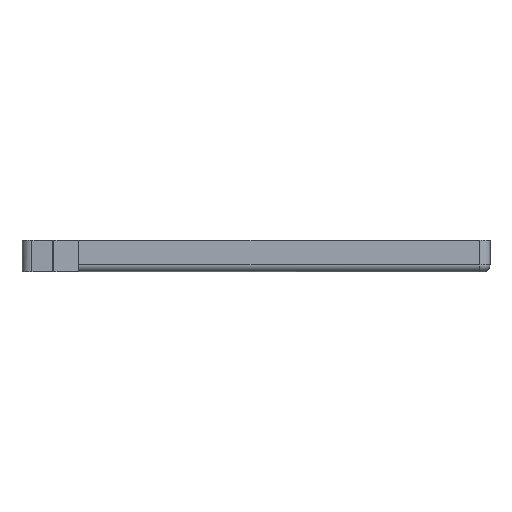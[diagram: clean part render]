
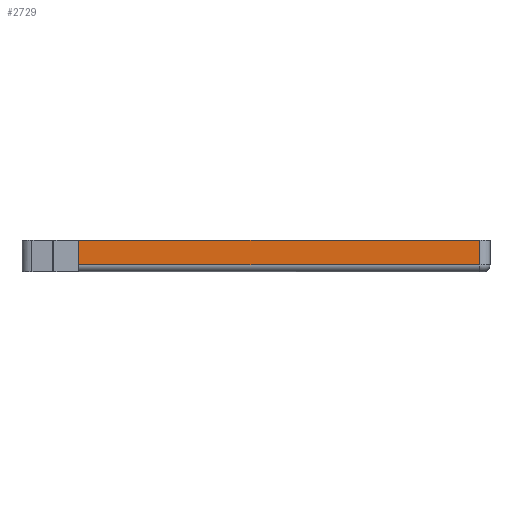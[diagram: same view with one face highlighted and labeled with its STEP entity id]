
A CAD part, front view. The second image highlights one B-rep face of the part: STEP entity #2729.
In plain terms, the highlighted planar face has unit normal (0, -1, 0).
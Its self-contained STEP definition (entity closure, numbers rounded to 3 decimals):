
#202=PLANE('',#2969);
#308=VECTOR('',#3239,1.);
#347=VECTOR('',#3383,1.);
#399=VECTOR('',#3489,1.);
#402=VECTOR('',#3496,1.);
#555=LINE('',#4000,#308);
#594=LINE('',#4200,#347);
#646=LINE('',#4341,#399);
#649=LINE('',#4346,#402);
#829=VERTEX_POINT('',#3999);
#830=VERTEX_POINT('',#4001);
#879=VERTEX_POINT('',#4199);
#880=VERTEX_POINT('',#4201);
#1235=EDGE_CURVE('',#829,#830,#555,.T.);
#1314=EDGE_CURVE('',#880,#879,#594,.T.);
#1383=EDGE_CURVE('',#879,#830,#646,.T.);
#1386=EDGE_CURVE('',#880,#829,#649,.T.);
#2238=ORIENTED_EDGE('',*,*,#1235,.F.);
#2239=ORIENTED_EDGE('',*,*,#1386,.F.);
#2240=ORIENTED_EDGE('',*,*,#1314,.T.);
#2241=ORIENTED_EDGE('',*,*,#1383,.T.);
#2411=EDGE_LOOP('',(#2238,#2239,#2240,#2241));
#2581=FACE_BOUND('',#2411,.T.);
#2729=ADVANCED_FACE('',(#2581),#202,.T.);
#2969=AXIS2_PLACEMENT_3D('',#4482,#3611,$);
#3239=DIRECTION('',(-1.,0.,0.));
#3383=DIRECTION('',(-1.,0.,0.));
#3489=DIRECTION('',(0.,0.,-1.));
#3496=DIRECTION('',(0.,0.,-1.));
#3611=DIRECTION('',(0.,-1.,0.));
#3999=CARTESIAN_POINT('',(64.5,-41.95,1.));
#4000=CARTESIAN_POINT('',(33.,-41.95,1.));
#4001=CARTESIAN_POINT('',(8.,-41.95,1.));
#4199=CARTESIAN_POINT('',(8.,-41.95,4.5));
#4200=CARTESIAN_POINT('',(0.,-41.95,4.5));
#4201=CARTESIAN_POINT('',(64.5,-41.95,4.5));
#4341=CARTESIAN_POINT('',(8.,-41.95,-36.916));
#4346=CARTESIAN_POINT('',(64.5,-41.95,0.));
#4482=CARTESIAN_POINT('',(33.,-41.95,0.));
